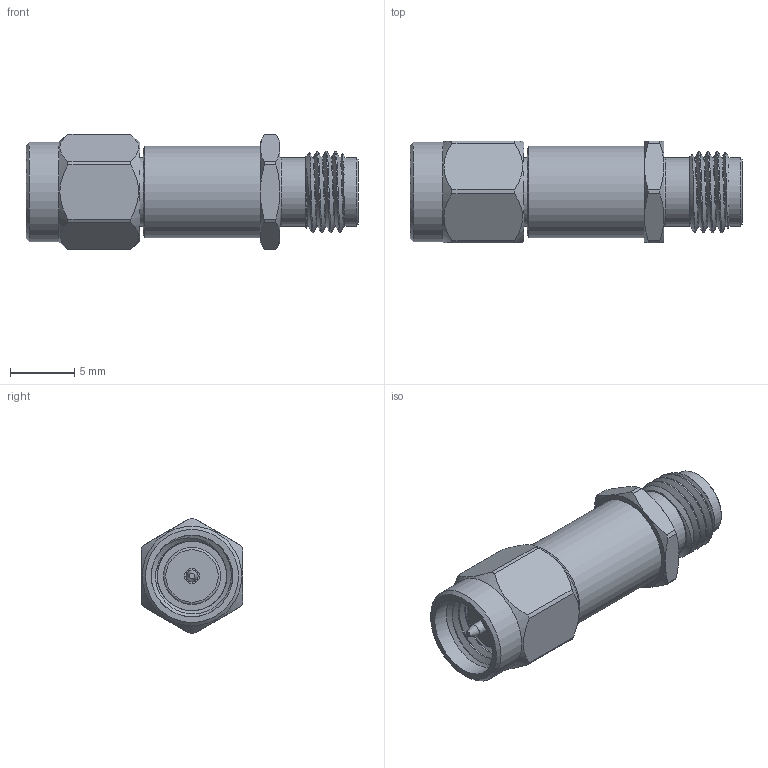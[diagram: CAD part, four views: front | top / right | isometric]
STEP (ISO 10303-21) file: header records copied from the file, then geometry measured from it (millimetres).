
FILE_DESCRIPTION (( 'STEP AP203' ), '1' );
FILE_NAME ('SA18H-20_3D.step', '2021-03-05T17:48:38', ( '' ), ( '' ), 'SwSTEP 2.0', 'SolidWorks 2020', '' );
FILE_SCHEMA (( 'CONFIG_CONTROL_DESIGN' ));
Length unit declared in the file: inch
Products named in the file (1): SA18H-20_3D
Bounding box: 25.91 x 7.94 x 8.99 mm (x, y, z)
Volume: 920.4 mm3; surface area: 1033.9 mm2
Topology: 1 solids, 1 shells, 92 faces, 208 edges, 132 vertices
Faces by surface type: cylinder 32, plane 28, cone 24, bspline 6, torus 2
Full cylindrical faces by diameter (mm): 0.94 x2, 1.168 x1, 1.194 x1, 4.445 x1, 4.572 x1, 5.334 x3, 5.486 x1, 6.35 x6, 7.112 x1, 7.762 x1
Entity records: 4319 total; most frequent: CARTESIAN_POINT 2549, DIRECTION 340, ORIENTED_EDGE 322, EDGE_CURVE 161, AXIS2_PLACEMENT_3D 158, EDGE_LOOP 124, VERTEX_POINT 115, FACE_OUTER_BOUND 101
